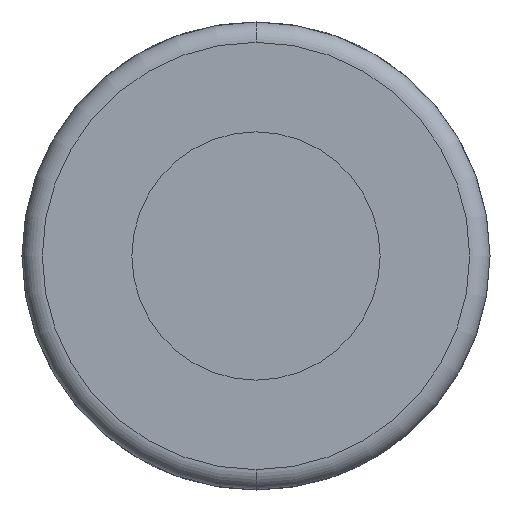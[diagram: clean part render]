
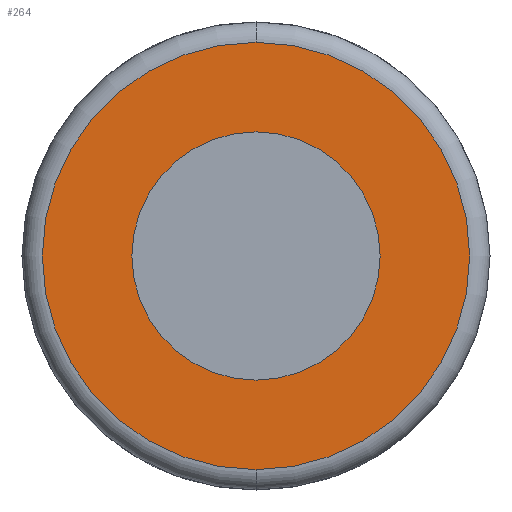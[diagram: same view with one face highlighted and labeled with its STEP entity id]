
A CAD part, front view. The second image highlights one B-rep face of the part: STEP entity #264.
In plain terms, the highlighted planar face has unit normal (0, -1, 0).
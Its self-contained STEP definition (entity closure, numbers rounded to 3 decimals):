
#3 = FACE_OUTER_BOUND ( 'NONE', #37, .T. ) ;
#4 = DIRECTION ( 'NONE',  ( 0., 0., 1. ) ) ;
#37 = EDGE_LOOP ( 'NONE', ( #180, #441 ) ) ;
#47 = DIRECTION ( 'NONE',  ( 0., -1., 0. ) ) ;
#52 = DIRECTION ( 'NONE',  ( 0., -1., 0. ) ) ;
#54 = CARTESIAN_POINT ( 'NONE',  ( 0., -1100., 0. ) ) ;
#56 = AXIS2_PLACEMENT_3D ( 'NONE', #355, #645, #112 ) ;
#71 = CARTESIAN_POINT ( 'NONE',  ( 0., -1100., 105. ) ) ;
#112 = DIRECTION ( 'NONE',  ( 0., 0., 1. ) ) ;
#140 = CIRCLE ( 'NONE', #294, 61. ) ;
#168 = VERTEX_POINT ( 'NONE', #481 ) ;
#180 = ORIENTED_EDGE ( 'NONE', *, *, #205, .T. ) ;
#201 = CARTESIAN_POINT ( 'NONE',  ( 0., -1100., -105. ) ) ;
#202 = ORIENTED_EDGE ( 'NONE', *, *, #384, .F. ) ;
#205 = EDGE_CURVE ( 'NONE', #499, #284, #604, .T. ) ;
#246 = ORIENTED_EDGE ( 'NONE', *, *, #452, .F. ) ;
#260 = PLANE ( 'NONE',  #642 ) ;
#264 = ADVANCED_FACE ( 'NONE', ( #3, #511 ), #260, .F. ) ;
#269 = DIRECTION ( 'NONE',  ( 0., -1., 0. ) ) ;
#279 = EDGE_CURVE ( 'NONE', #284, #499, #365, .T. ) ;
#284 = VERTEX_POINT ( 'NONE', #201 ) ;
#290 = VERTEX_POINT ( 'NONE', #606 ) ;
#294 = AXIS2_PLACEMENT_3D ( 'NONE', #525, #269, #369 ) ;
#298 = DIRECTION ( 'NONE',  ( 0., 0., 1. ) ) ;
#355 = CARTESIAN_POINT ( 'NONE',  ( 0., -1100., 0. ) ) ;
#360 = CARTESIAN_POINT ( 'NONE',  ( 0., -1100., 0. ) ) ;
#365 = CIRCLE ( 'NONE', #56, 105. ) ;
#369 = DIRECTION ( 'NONE',  ( 0., 0., -1. ) ) ;
#384 = EDGE_CURVE ( 'NONE', #290, #168, #635, .T. ) ;
#408 = DIRECTION ( 'NONE',  ( 0., 1., 0. ) ) ;
#423 = AXIS2_PLACEMENT_3D ( 'NONE', #507, #47, #640 ) ;
#441 = ORIENTED_EDGE ( 'NONE', *, *, #279, .T. ) ;
#452 = EDGE_CURVE ( 'NONE', #168, #290, #140, .T. ) ;
#481 = CARTESIAN_POINT ( 'NONE',  ( 0., -1100., -61. ) ) ;
#499 = VERTEX_POINT ( 'NONE', #71 ) ;
#505 = AXIS2_PLACEMENT_3D ( 'NONE', #360, #52, #4 ) ;
#507 = CARTESIAN_POINT ( 'NONE',  ( 0., -1100., 0. ) ) ;
#511 = FACE_BOUND ( 'NONE', #562, .T. ) ;
#525 = CARTESIAN_POINT ( 'NONE',  ( 0., -1100., 0. ) ) ;
#562 = EDGE_LOOP ( 'NONE', ( #246, #202 ) ) ;
#604 = CIRCLE ( 'NONE', #505, 105. ) ;
#606 = CARTESIAN_POINT ( 'NONE',  ( 0., -1100., 61. ) ) ;
#635 = CIRCLE ( 'NONE', #423, 61. ) ;
#640 = DIRECTION ( 'NONE',  ( 0., 0., -1. ) ) ;
#642 = AXIS2_PLACEMENT_3D ( 'NONE', #54, #408, #298 ) ;
#645 = DIRECTION ( 'NONE',  ( 0., -1., 0. ) ) ;
